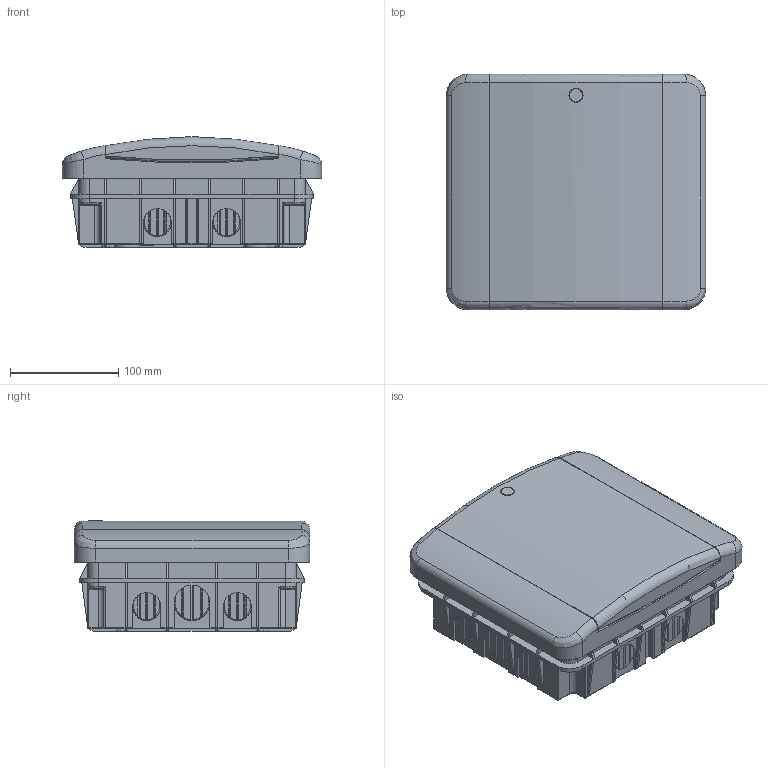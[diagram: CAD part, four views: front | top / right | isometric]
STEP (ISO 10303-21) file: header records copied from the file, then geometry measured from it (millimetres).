
FILE_DESCRIPTION (( 'STEP AP214' ), '1' );
FILE_NAME ('鍔膲 8 碫襝- 捘.STEP', '2023-04-12T06:57:56', ( '' ), ( '' ), 'SwSTEP 2.0', 'SolidWorks 2021', '' );
FILE_SCHEMA (( 'AUTOMOTIVE_DESIGN' ));
Length unit declared in the file: millimetre
Products named in the file (14): Êðûøêà 8; 攜歑攡 8; Âñòàâêà; 砎鳽鳻 聬; Âèíò Ì4õ8; Êëåìíûé çàæèì (8-40) ÑÁ; 鍔膲 8 碫襝- 捘; 扰鍙欙 碫襝 1 (8) 捘; Êðîíøòåéí âñòð íîâ; 扻豵鵨 8 碫襝; Ñàìîðåç 4õ10; DIN-ðåéêà L=168; Êëåìà 75; Âèíò 11õ27_¡¥§ à¨á®ª
Assembly tree (23 placements, depth 3):
  鍔膲 8 碫襝- 捘
    扻豵鵨 8 碫襝
    扰鍙欙 碫襝 1 (8) 捘
      Êðîíøòåéí âñòð íîâ  x2
      DIN-ðåéêà L=168
    Êðûøêà 8
    攜歑攡 8
    Êëåìíûé çàæèì (8-40) ÑÁ
      Êëåìà 75  x2
      Âèíò Ì4õ8  x2
      砎鳽鳻 聬  x4
    Âèíò 11õ27_¡¥§ à¨á®ª  x4
    Ñàìîðåç 4õ10  x2
    Âñòàâêà
Bounding box: 240 x 218 x 102.3 mm (x, y, z)
Volume: 609581.7 mm3; surface area: 542387.3 mm2
Topology: 21 solids, 21 shells, 4951 faces, 13089 edges, 8361 vertices
Faces by surface type: plane 2741, cylinder 978, bspline 673, cone 377, torus 162, sphere 20
Entity records: 167728 total; most frequent: CARTESIAN_POINT 68499, ORIENTED_EDGE 22032, DIRECTION 17985, EDGE_CURVE 11016, VECTOR 7093, LINE 7093, VERTEX_POINT 7078, AXIS2_PLACEMENT_3D 5446
